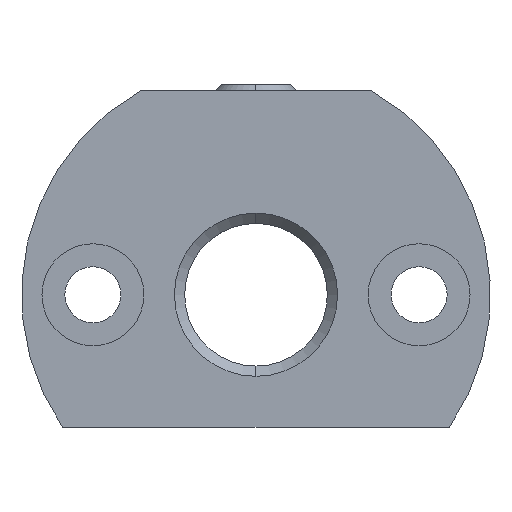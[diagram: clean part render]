
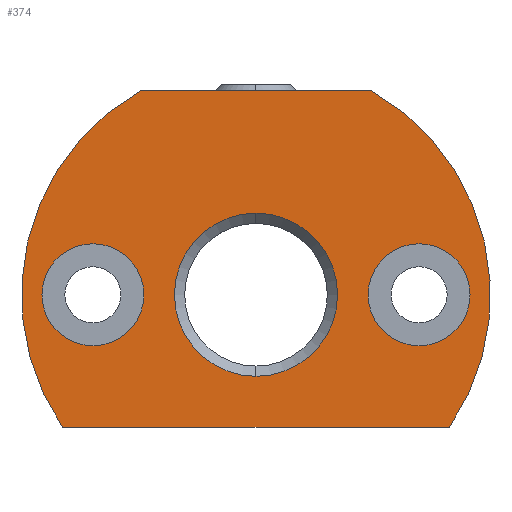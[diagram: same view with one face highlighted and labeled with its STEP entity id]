
A CAD part, front view. The second image highlights one B-rep face of the part: STEP entity #374.
In plain terms, the highlighted planar face has unit normal (0, -1, 0).
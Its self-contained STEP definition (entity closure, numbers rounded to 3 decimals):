
#228=EDGE_CURVE('',#270,#394,#640,.T.);
#242=EDGE_CURVE('',#308,#270,#657,.T.);
#270=VERTEX_POINT('',#691);
#274=EDGE_CURVE('',#612,#414,#696,.T.);
#288=VERTEX_POINT('',#710);
#300=EDGE_CURVE('',#412,#308,#723,.T.);
#308=VERTEX_POINT('',#731);
#310=EDGE_CURVE('',#414,#554,#733,.T.);
#366=EDGE_CURVE('',#394,#412,#796,.T.);
#374=ADVANCED_FACE('',(#805,#806,#807,#808),#809,.T.);
#394=VERTEX_POINT('',#829);
#412=VERTEX_POINT('',#849);
#414=VERTEX_POINT('',#851);
#482=VERTEX_POINT('',#931);
#486=EDGE_CURVE('',#496,#482,#935,.T.);
#496=VERTEX_POINT('',#948);
#506=VERTEX_POINT('',#958);
#520=EDGE_CURVE('',#554,#612,#973,.T.);
#554=VERTEX_POINT('',#1011);
#566=EDGE_CURVE('',#288,#506,#1025,.T.);
#582=EDGE_CURVE('',#506,#288,#1042,.T.);
#600=EDGE_CURVE('',#482,#496,#1061,.T.);
#612=VERTEX_POINT('',#1073);
#640=CIRCLE('',#1097,23.);
#657=LINE('',#1117,#1118);
#691=CARTESIAN_POINT('',(18.974,-7.5,0.));
#696=CIRCLE('',#1165,8.);
#710=CARTESIAN_POINT('',(-11.,-7.5,13.));
#723=CIRCLE('',#1210,23.);
#731=CARTESIAN_POINT('',(-18.974,-7.5,0.));
#733=CIRCLE('',#1225,8.);
#796=LINE('',#1312,#1313);
#805=FACE_BOUND('',#1324,.T.);
#806=FACE_BOUND('',#1325,.T.);
#807=FACE_BOUND('',#1326,.T.);
#808=FACE_OUTER_BOUND('',#1327,.T.);
#809=PLANE('',#1328);
#829=CARTESIAN_POINT('',(11.358,-7.5,33.));
#849=CARTESIAN_POINT('',(-11.358,-7.5,33.));
#851=CARTESIAN_POINT('',(0.,-7.5,5.));
#931=CARTESIAN_POINT('',(11.,-7.5,13.));
#935=CIRCLE('',#1555,5.0);
#948=CARTESIAN_POINT('',(21.,-7.5,13.));
#958=CARTESIAN_POINT('',(-21.,-7.5,13.));
#973=CIRCLE('',#1638,8.);
#1011=CARTESIAN_POINT('',(-8.,-7.5,13.0));
#1025=CIRCLE('',#1703,5.0);
#1042=CIRCLE('',#1743,5.0);
#1061=CIRCLE('',#1771,5.0);
#1073=CARTESIAN_POINT('',(0.,-7.5,21.0));
#1097=AXIS2_PLACEMENT_3D('',#1809,#1810,#1811);
#1117=CARTESIAN_POINT('',(-18.974,-7.5,0.));
#1118=VECTOR('',#1834,1.0);
#1165=AXIS2_PLACEMENT_3D('',#1894,#1895,#1896);
#1210=AXIS2_PLACEMENT_3D('',#1911,#1912,#1913);
#1225=AXIS2_PLACEMENT_3D('',#1916,#1917,#1918);
#1312=CARTESIAN_POINT('',(11.358,-7.5,33.));
#1313=VECTOR('',#1998,1.0);
#1324=EDGE_LOOP('',(#2016,#2017,#2018));
#1325=EDGE_LOOP('',(#2019,#2020));
#1326=EDGE_LOOP('',(#2021,#2022));
#1327=EDGE_LOOP('',(#2023,#2024,#2025,#2026));
#1328=AXIS2_PLACEMENT_3D('',#2027,#2028,#2029);
#1555=AXIS2_PLACEMENT_3D('',#2154,#2155,#2156);
#1638=AXIS2_PLACEMENT_3D('',#2196,#2197,#2198);
#1703=AXIS2_PLACEMENT_3D('',#2267,#2268,#2269);
#1743=AXIS2_PLACEMENT_3D('',#2285,#2286,#2287);
#1771=AXIS2_PLACEMENT_3D('',#2305,#2306,#2307);
#1809=CARTESIAN_POINT('',(0.,-7.5,13.));
#1810=DIRECTION('',(0.0,-1.0,0.0));
#1811=DIRECTION('',(0.825,0.0,-0.565));
#1834=DIRECTION('',(1.0,0.0,0.0));
#1894=CARTESIAN_POINT('',(0.,-7.5,13.0));
#1895=DIRECTION('',(0.0,1.0,0.0));
#1896=DIRECTION('',(-1.0,0.0,0.));
#1911=CARTESIAN_POINT('',(0.,-7.5,13.));
#1912=DIRECTION('',(0.0,-1.0,0.0));
#1913=DIRECTION('',(-0.494,0.0,0.87));
#1916=CARTESIAN_POINT('',(0.,-7.5,13.0));
#1917=DIRECTION('',(0.0,1.0,0.0));
#1918=DIRECTION('',(-1.0,0.0,0.));
#1998=DIRECTION('',(-1.0,0.0,0.0));
#2016=ORIENTED_EDGE('',*,*,#520,.T.);
#2017=ORIENTED_EDGE('',*,*,#274,.T.);
#2018=ORIENTED_EDGE('',*,*,#310,.T.);
#2019=ORIENTED_EDGE('',*,*,#600,.T.);
#2020=ORIENTED_EDGE('',*,*,#486,.T.);
#2021=ORIENTED_EDGE('',*,*,#582,.T.);
#2022=ORIENTED_EDGE('',*,*,#566,.T.);
#2023=ORIENTED_EDGE('',*,*,#228,.T.);
#2024=ORIENTED_EDGE('',*,*,#366,.T.);
#2025=ORIENTED_EDGE('',*,*,#300,.T.);
#2026=ORIENTED_EDGE('',*,*,#242,.T.);
#2027=CARTESIAN_POINT('',(0.,-7.5,15.215));
#2028=DIRECTION('',(0.0,-1.0,0.0));
#2029=DIRECTION('',(1.0,0.0,0.0));
#2154=CARTESIAN_POINT('',(16.,-7.5,13.));
#2155=DIRECTION('',(-0.0,1.0,0.0));
#2156=DIRECTION('',(1.0,0.0,0.0));
#2196=CARTESIAN_POINT('',(0.,-7.5,13.0));
#2197=DIRECTION('',(0.0,1.0,0.0));
#2198=DIRECTION('',(-1.0,0.0,0.));
#2267=CARTESIAN_POINT('',(-16.,-7.5,13.));
#2268=DIRECTION('',(-0.0,1.0,0.0));
#2269=DIRECTION('',(1.0,0.0,0.0));
#2285=CARTESIAN_POINT('',(-16.,-7.5,13.));
#2286=DIRECTION('',(-0.0,1.0,0.0));
#2287=DIRECTION('',(1.0,0.0,0.0));
#2305=CARTESIAN_POINT('',(16.,-7.5,13.));
#2306=DIRECTION('',(-0.0,1.0,0.0));
#2307=DIRECTION('',(1.0,0.0,0.0));
